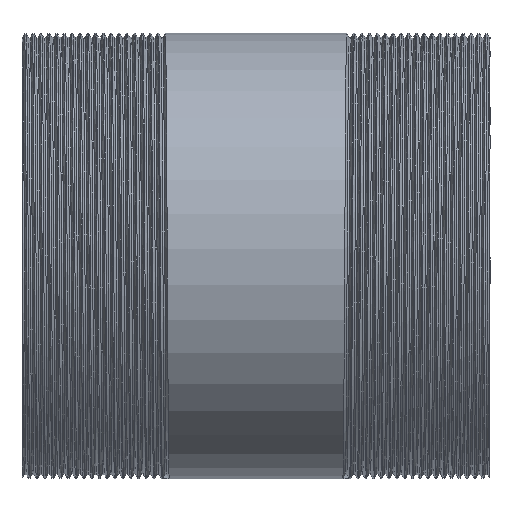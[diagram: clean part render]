
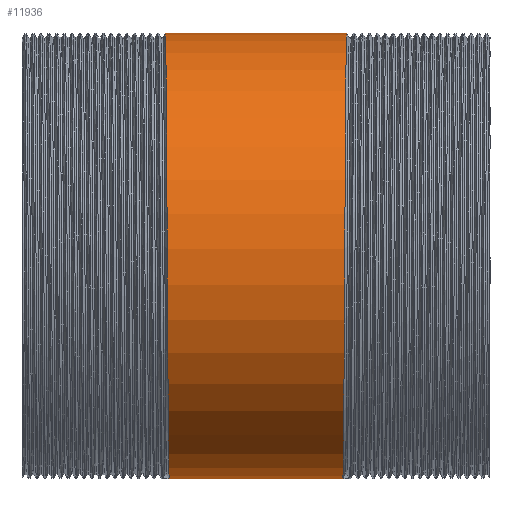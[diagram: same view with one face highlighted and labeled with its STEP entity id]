
A CAD part, front view. The second image highlights one B-rep face of the part: STEP entity #11936.
In plain terms, the highlighted cylindrical face has radius 57.15 mm (diameter 114.3 mm), a partial arc.
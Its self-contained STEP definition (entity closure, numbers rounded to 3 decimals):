
#2 = CARTESIAN_POINT ( 'NONE',  ( -23.25, 0., 57.15 ) ) ;
#814 = CARTESIAN_POINT ( 'NONE',  ( -22.45, -33.592, -46.235 ) ) ;
#830 = ORIENTED_EDGE ( 'NONE', *, *, #3425, .T. ) ;
#1178 = CARTESIAN_POINT ( 'NONE',  ( 22.55, -48.615, -35.321 ) ) ;
#2199 = EDGE_LOOP ( 'NONE', ( #10988, #3286, #830, #19302 ) ) ;
#2880 = CARTESIAN_POINT ( 'NONE',  ( 22.95, -48.615, 35.321 ) ) ;
#2957 = CARTESIAN_POINT ( 'NONE',  ( 23.25, 0., 57.15 ) ) ;
#2976 = CARTESIAN_POINT ( 'NONE',  ( 23.15, -18.569, 57.15 ) ) ;
#3286 = ORIENTED_EDGE ( 'NONE', *, *, #16569, .T. ) ;
#3425 = EDGE_CURVE ( 'NONE', #14763, #17034, #7611, .T. ) ;
#4275 = CARTESIAN_POINT ( 'NONE',  ( 22.25, 0., -57.15 ) ) ;
#4468 = CARTESIAN_POINT ( 'NONE',  ( 23.05, -33.592, 46.235 ) ) ;
#4917 = CARTESIAN_POINT ( 'NONE',  ( -149.494, 0., -57.15 ) ) ;
#5314 = CARTESIAN_POINT ( 'NONE',  ( -22.75, -60.091, 0. ) ) ;
#5451 = EDGE_CURVE ( 'NONE', #19233, #15610, #11118, .T. ) ;
#6562 = VECTOR ( 'NONE', #15517, 1000. ) ;
#7539 = DIRECTION ( 'NONE',  ( -1., 0., 0. ) ) ;
#7611 = LINE ( 'NONE', #13914, #6562 ) ;
#8022 = CARTESIAN_POINT ( 'NONE',  ( -22.25, 0., -57.15 ) ) ;
#8320 = CARTESIAN_POINT ( 'NONE',  ( -22.55, -48.615, -35.321 ) ) ;
#8394 = CARTESIAN_POINT ( 'NONE',  ( 22.25, 0., -57.15 ) ) ;
#8517 = CARTESIAN_POINT ( 'NONE',  ( -22.95, -48.615, 35.321 ) ) ;
#8979 = CARTESIAN_POINT ( 'NONE',  ( 23.25, 0., 57.15 ) ) ;
#9780 = EDGE_CURVE ( 'NONE', #15610, #17034, #12401, .T. ) ;
#10476 = CARTESIAN_POINT ( 'NONE',  ( 22.85, -54.353, 17.66 ) ) ;
#10934 = CARTESIAN_POINT ( 'NONE',  ( -23.25, 0., 57.15 ) ) ;
#10988 = ORIENTED_EDGE ( 'NONE', *, *, #5451, .F. ) ;
#11118 = LINE ( 'NONE', #4917, #13923 ) ;
#11416 = CARTESIAN_POINT ( 'NONE',  ( -22.85, -54.353, 17.66 ) ) ;
#11936 = ADVANCED_FACE ( 'NONE', ( #19541 ), #16450, .T. ) ;
#12278 =( BOUNDED_CURVE ( )  B_SPLINE_CURVE ( 2, ( #4275, #18071, #18267, #1178, #16578, #13377, #10476, #2880, #4468, #2976, #8979 ),
 .UNSPECIFIED., .F., .F. ) 
 B_SPLINE_CURVE_WITH_KNOTS ( ( 3, 2, 2, 2, 2, 3 ),
 ( 0., 0.005, 0.01, 0.014, 0.019, 0.024 ),
 .UNSPECIFIED. ) 
 CURVE ( )  GEOMETRIC_REPRESENTATION_ITEM ( )  RATIONAL_B_SPLINE_CURVE ( ( 1., 0.951, 1., 0.951, 1., 0.951, 1., 0.951, 1., 0.951, 1. ) ) 
 REPRESENTATION_ITEM ( '' )  );
#12401 =( BOUNDED_CURVE ( )  B_SPLINE_CURVE ( 2, ( #14513, #17421, #814, #8320, #19014, #5314, #11416, #8517, #14913, #18206, #2 ),
 .UNSPECIFIED., .F., .T. ) 
 B_SPLINE_CURVE_WITH_KNOTS ( ( 3, 2, 2, 2, 2, 3 ),
 ( 0., 0.005, 0.01, 0.014, 0.019, 0.024 ),
 .UNSPECIFIED. ) 
 CURVE ( )  GEOMETRIC_REPRESENTATION_ITEM ( )  RATIONAL_B_SPLINE_CURVE ( ( 1., 0.951, 1., 0.951, 1., 0.951, 1., 0.951, 1., 0.951, 1. ) ) 
 REPRESENTATION_ITEM ( '' )  );
#13377 = CARTESIAN_POINT ( 'NONE',  ( 22.75, -60.091, 0. ) ) ;
#13446 = DIRECTION ( 'NONE',  ( 0., 0., 1. ) ) ;
#13540 = CARTESIAN_POINT ( 'NONE',  ( -149.494, 0., 0. ) ) ;
#13914 = CARTESIAN_POINT ( 'NONE',  ( -149.494, 0., 57.15 ) ) ;
#13923 = VECTOR ( 'NONE', #14213, 1000. ) ;
#14213 = DIRECTION ( 'NONE',  ( -1., 0., 0. ) ) ;
#14513 = CARTESIAN_POINT ( 'NONE',  ( -22.25, 0., -57.15 ) ) ;
#14763 = VERTEX_POINT ( 'NONE', #2957 ) ;
#14913 = CARTESIAN_POINT ( 'NONE',  ( -23.05, -33.592, 46.235 ) ) ;
#15386 = AXIS2_PLACEMENT_3D ( 'NONE', #13540, #7539, #13446 ) ;
#15517 = DIRECTION ( 'NONE',  ( -1., 0., 0. ) ) ;
#15610 = VERTEX_POINT ( 'NONE', #8022 ) ;
#16450 = CYLINDRICAL_SURFACE ( 'NONE', #15386, 57.15 ) ;
#16569 = EDGE_CURVE ( 'NONE', #19233, #14763, #12278, .T. ) ;
#16578 = CARTESIAN_POINT ( 'NONE',  ( 22.65, -54.353, -17.66 ) ) ;
#17034 = VERTEX_POINT ( 'NONE', #10934 ) ;
#17421 = CARTESIAN_POINT ( 'NONE',  ( -22.35, -18.569, -57.15 ) ) ;
#18071 = CARTESIAN_POINT ( 'NONE',  ( 22.35, -18.569, -57.15 ) ) ;
#18206 = CARTESIAN_POINT ( 'NONE',  ( -23.15, -18.569, 57.15 ) ) ;
#18267 = CARTESIAN_POINT ( 'NONE',  ( 22.45, -33.592, -46.235 ) ) ;
#19014 = CARTESIAN_POINT ( 'NONE',  ( -22.65, -54.353, -17.66 ) ) ;
#19233 = VERTEX_POINT ( 'NONE', #8394 ) ;
#19302 = ORIENTED_EDGE ( 'NONE', *, *, #9780, .F. ) ;
#19541 = FACE_OUTER_BOUND ( 'NONE', #2199, .T. ) ;
